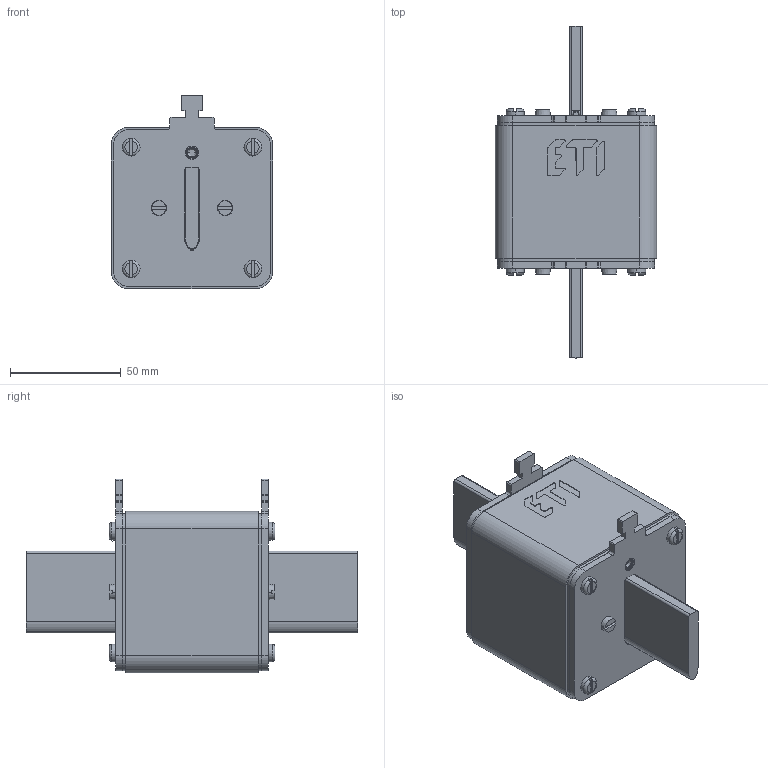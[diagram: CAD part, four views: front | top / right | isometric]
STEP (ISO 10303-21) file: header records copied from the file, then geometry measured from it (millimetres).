
FILE_DESCRIPTION((''),'2;1');
FILE_NAME('004305226_ASM','2021-11-09T',('said.beganovic'),('Audax d.o.o.'),'CREO PARAMETRIC BY PTC INC, 2017020','CREO PARAMETRIC BY PTC INC, 2017020','');
FILE_SCHEMA(('AUTOMOTIVE_DESIGN { 1 0 10303 214 1 1 1 1 }'));
Length unit declared in the file: millimetre
Products named in the file (13): 0000029784; 0000045934; 0000046026; 0000046024; 0000019000_AF0; 0000019002_AF0; 0000019004_ASM; 0000011586_AF1; 0000011580; 0000011599; 0000015360; 0000037876; 004305226_ASM
Assembly tree (25 placements, depth 3):
  004305226_ASM
    0000029784
    0000045934  x2
    0000046026
    0000046024
    0000019004_ASM  x2
      0000019000_AF0
      0000019002_AF0
    0000011586_AF1
    0000011580  x2
    0000011599
    0000015360  x8
    0000037876  x4
Bounding box: 73 x 150 x 87.5 mm (x, y, z)
Volume: 395713.7 mm3; surface area: 92826.3 mm2
Topology: 25 solids, 41 shells, 732 faces, 1786 edges, 1128 vertices
Faces by surface type: cylinder 309, plane 288, cone 68, torus 64, bspline 3
Entity records: 23021 total; most frequent: CARTESIAN_POINT 2717, DIRECTION 2512, ORIENTED_EDGE 2140, PRESENTATION_STYLE_ASSIGNMENT 1486, STYLED_ITEM 1435, CURVE_STYLE 1092, EDGE_CURVE 1092, AXIS2_PLACEMENT_3D 962
